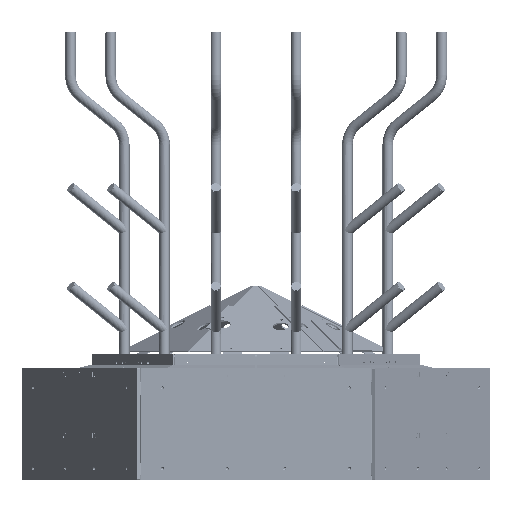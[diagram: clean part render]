
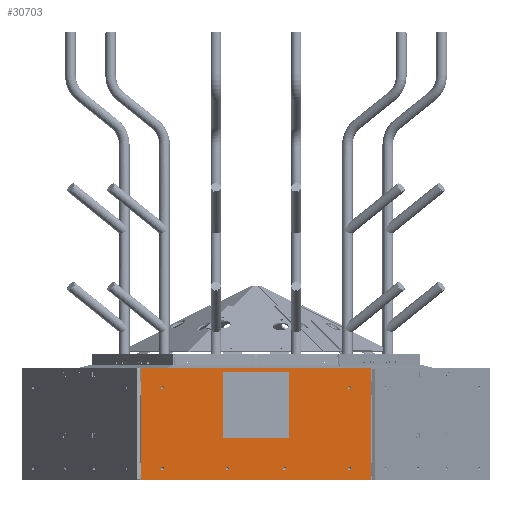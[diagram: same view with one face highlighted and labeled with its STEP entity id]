
A CAD part, left-side view. The second image highlights one B-rep face of the part: STEP entity #30703.
In plain terms, the highlighted face is planar.
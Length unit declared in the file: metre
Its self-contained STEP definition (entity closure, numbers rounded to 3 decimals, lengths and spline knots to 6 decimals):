
#2853=CIRCLE('',#35222,0.006439);
#2854=CIRCLE('',#35223,0.006439);
#2855=CIRCLE('',#35224,0.006439);
#2856=CIRCLE('',#35225,0.006439);
#2857=CIRCLE('',#35226,0.006439);
#2858=CIRCLE('',#35227,0.006439);
#2859=CIRCLE('',#35228,0.003175);
#2860=CIRCLE('',#35229,0.003175);
#2861=CIRCLE('',#35230,0.003175);
#2862=CIRCLE('',#35231,0.003175);
#2863=CIRCLE('',#35232,0.003175);
#2864=CIRCLE('',#35233,0.003175);
#2865=CIRCLE('',#35234,0.003175);
#2866=CIRCLE('',#35235,0.003175);
#6221=ORIENTED_EDGE('',*,*,#13090,.F.);
#6222=ORIENTED_EDGE('',*,*,#13091,.F.);
#6223=ORIENTED_EDGE('',*,*,#13092,.F.);
#6224=ORIENTED_EDGE('',*,*,#13093,.F.);
#6225=ORIENTED_EDGE('',*,*,#13094,.F.);
#6226=ORIENTED_EDGE('',*,*,#13095,.F.);
#6227=ORIENTED_EDGE('',*,*,#13096,.F.);
#6228=ORIENTED_EDGE('',*,*,#13097,.T.);
#6229=ORIENTED_EDGE('',*,*,#13098,.F.);
#6230=ORIENTED_EDGE('',*,*,#13099,.T.);
#6231=ORIENTED_EDGE('',*,*,#13100,.F.);
#6232=ORIENTED_EDGE('',*,*,#13101,.T.);
#6233=ORIENTED_EDGE('',*,*,#13102,.F.);
#6234=ORIENTED_EDGE('',*,*,#13103,.T.);
#6235=ORIENTED_EDGE('',*,*,#13104,.T.);
#6236=ORIENTED_EDGE('',*,*,#13105,.T.);
#6237=ORIENTED_EDGE('',*,*,#13106,.T.);
#6238=ORIENTED_EDGE('',*,*,#13107,.T.);
#6239=ORIENTED_EDGE('',*,*,#13108,.T.);
#6240=ORIENTED_EDGE('',*,*,#13109,.T.);
#6241=ORIENTED_EDGE('',*,*,#13110,.T.);
#6242=ORIENTED_EDGE('',*,*,#13111,.T.);
#13090=EDGE_CURVE('',#16807,#16807,#2853,.T.);
#13091=EDGE_CURVE('',#16808,#16808,#2854,.T.);
#13092=EDGE_CURVE('',#16809,#16809,#2855,.T.);
#13093=EDGE_CURVE('',#16810,#16810,#2856,.T.);
#13094=EDGE_CURVE('',#16811,#16811,#2857,.T.);
#13095=EDGE_CURVE('',#16812,#16812,#2858,.T.);
#13096=EDGE_CURVE('',#16813,#16814,#19361,.T.);
#13097=EDGE_CURVE('',#16813,#16815,#2859,.T.);
#13098=EDGE_CURVE('',#16816,#16815,#19362,.T.);
#13099=EDGE_CURVE('',#16816,#16817,#2860,.T.);
#13100=EDGE_CURVE('',#16818,#16817,#19363,.T.);
#13101=EDGE_CURVE('',#16818,#16819,#2861,.T.);
#13102=EDGE_CURVE('',#16820,#16819,#19364,.T.);
#13103=EDGE_CURVE('',#16820,#16814,#2862,.T.);
#13104=EDGE_CURVE('',#16821,#16822,#19365,.T.);
#13105=EDGE_CURVE('',#16822,#16823,#2863,.F.);
#13106=EDGE_CURVE('',#16823,#16824,#19366,.T.);
#13107=EDGE_CURVE('',#16824,#16825,#2864,.F.);
#13108=EDGE_CURVE('',#16825,#16826,#19367,.T.);
#13109=EDGE_CURVE('',#16826,#16827,#2865,.F.);
#13110=EDGE_CURVE('',#16827,#16828,#19368,.T.);
#13111=EDGE_CURVE('',#16828,#16821,#2866,.F.);
#16807=VERTEX_POINT('',#49503);
#16808=VERTEX_POINT('',#49505);
#16809=VERTEX_POINT('',#49507);
#16810=VERTEX_POINT('',#49509);
#16811=VERTEX_POINT('',#49511);
#16812=VERTEX_POINT('',#49513);
#16813=VERTEX_POINT('',#49515);
#16814=VERTEX_POINT('',#49516);
#16815=VERTEX_POINT('',#49518);
#16816=VERTEX_POINT('',#49520);
#16817=VERTEX_POINT('',#49522);
#16818=VERTEX_POINT('',#49524);
#16819=VERTEX_POINT('',#49526);
#16820=VERTEX_POINT('',#49528);
#16821=VERTEX_POINT('',#49531);
#16822=VERTEX_POINT('',#49532);
#16823=VERTEX_POINT('',#49534);
#16824=VERTEX_POINT('',#49536);
#16825=VERTEX_POINT('',#49538);
#16826=VERTEX_POINT('',#49540);
#16827=VERTEX_POINT('',#49542);
#16828=VERTEX_POINT('',#49544);
#19361=LINE('',#49514,#21932);
#19362=LINE('',#49519,#21933);
#19363=LINE('',#49523,#21934);
#19364=LINE('',#49527,#21935);
#19365=LINE('',#49530,#21936);
#19366=LINE('',#49535,#21937);
#19367=LINE('',#49539,#21938);
#19368=LINE('',#49543,#21939);
#21932=VECTOR('',#40321,1.);
#21933=VECTOR('',#40324,1.);
#21934=VECTOR('',#40327,1.);
#21935=VECTOR('',#40330,1.);
#21936=VECTOR('',#40333,1.);
#21937=VECTOR('',#40336,1.);
#21938=VECTOR('',#40339,1.);
#21939=VECTOR('',#40342,1.);
#24956=EDGE_LOOP('',(#6221));
#24957=EDGE_LOOP('',(#6222));
#24958=EDGE_LOOP('',(#6223));
#24959=EDGE_LOOP('',(#6224));
#24960=EDGE_LOOP('',(#6225));
#24961=EDGE_LOOP('',(#6226));
#24962=EDGE_LOOP('',(#6227,#6228,#6229,#6230,#6231,#6232,#6233,#6234));
#24963=EDGE_LOOP('',(#6235,#6236,#6237,#6238,#6239,#6240,#6241,#6242));
#27603=FACE_BOUND('',#24956,.T.);
#27604=FACE_BOUND('',#24957,.T.);
#27605=FACE_BOUND('',#24958,.T.);
#27606=FACE_BOUND('',#24959,.T.);
#27607=FACE_BOUND('',#24960,.T.);
#27608=FACE_BOUND('',#24961,.T.);
#27609=FACE_BOUND('',#24962,.T.);
#27610=FACE_BOUND('',#24963,.T.);
#29397=PLANE('',#35221);
#30703=ADVANCED_FACE('',(#27603,#27604,#27605,#27606,#27607,#27608,#27609,
#27610),#29397,.F.);
#35221=AXIS2_PLACEMENT_3D('',#49501,#40307,#40308);
#35222=AXIS2_PLACEMENT_3D('',#49502,#40309,#40310);
#35223=AXIS2_PLACEMENT_3D('',#49504,#40311,#40312);
#35224=AXIS2_PLACEMENT_3D('',#49506,#40313,#40314);
#35225=AXIS2_PLACEMENT_3D('',#49508,#40315,#40316);
#35226=AXIS2_PLACEMENT_3D('',#49510,#40317,#40318);
#35227=AXIS2_PLACEMENT_3D('',#49512,#40319,#40320);
#35228=AXIS2_PLACEMENT_3D('',#49517,#40322,#40323);
#35229=AXIS2_PLACEMENT_3D('',#49521,#40325,#40326);
#35230=AXIS2_PLACEMENT_3D('',#49525,#40328,#40329);
#35231=AXIS2_PLACEMENT_3D('',#49529,#40331,#40332);
#35232=AXIS2_PLACEMENT_3D('',#49533,#40334,#40335);
#35233=AXIS2_PLACEMENT_3D('',#49537,#40337,#40338);
#35234=AXIS2_PLACEMENT_3D('',#49541,#40340,#40341);
#35235=AXIS2_PLACEMENT_3D('',#49545,#40343,#40344);
#40307=DIRECTION('',(-1.,0.,0.));
#40308=DIRECTION('',(0.,-1.,0.));
#40309=DIRECTION('',(1.,0.,0.));
#40310=DIRECTION('',(0.,1.,0.));
#40311=DIRECTION('',(1.,0.,0.));
#40312=DIRECTION('',(0.,1.,0.));
#40313=DIRECTION('',(1.,0.,0.));
#40314=DIRECTION('',(0.,1.,0.));
#40315=DIRECTION('',(1.,0.,0.));
#40316=DIRECTION('',(0.,1.,0.));
#40317=DIRECTION('',(1.,0.,0.));
#40318=DIRECTION('',(0.,1.,0.));
#40319=DIRECTION('',(1.,0.,0.));
#40320=DIRECTION('',(0.,1.,0.));
#40321=DIRECTION('',(0.,1.,0.));
#40322=DIRECTION('',(-1.,0.,0.));
#40323=DIRECTION('',(0.,-1.,0.));
#40324=DIRECTION('',(0.,0.,-1.));
#40325=DIRECTION('',(-1.,0.,0.));
#40326=DIRECTION('',(0.,-1.,0.));
#40327=DIRECTION('',(0.,-1.,0.));
#40328=DIRECTION('',(-1.,0.,0.));
#40329=DIRECTION('',(0.,-1.,0.));
#40330=DIRECTION('',(0.,0.,1.));
#40331=DIRECTION('',(-1.,0.,0.));
#40332=DIRECTION('',(0.,-1.,0.));
#40333=DIRECTION('',(0.,0.,1.));
#40334=DIRECTION('',(-1.,0.,0.));
#40335=DIRECTION('',(0.,-1.,0.));
#40336=DIRECTION('',(0.,-1.,0.));
#40337=DIRECTION('',(-1.,0.,0.));
#40338=DIRECTION('',(0.,-1.,0.));
#40339=DIRECTION('',(0.,0.,-1.));
#40340=DIRECTION('',(-1.,0.,0.));
#40341=DIRECTION('',(0.,-1.,0.));
#40342=DIRECTION('',(0.,1.,0.));
#40343=DIRECTION('',(-1.,0.,0.));
#40344=DIRECTION('',(0.,-1.,0.));
#49501=CARTESIAN_POINT('',(0.0127,0.,0.));
#49502=CARTESIAN_POINT('',(0.0127,0.0889,0.37465));
#49503=CARTESIAN_POINT('',(0.0127,0.095339,0.37465));
#49504=CARTESIAN_POINT('',(0.0127,0.851982,0.37465));
#49505=CARTESIAN_POINT('',(0.0127,0.858421,0.37465));
#49506=CARTESIAN_POINT('',(0.0127,0.0889,0.04445));
#49507=CARTESIAN_POINT('',(0.0127,0.095339,0.04445));
#49508=CARTESIAN_POINT('',(0.0127,0.352966,0.04445));
#49509=CARTESIAN_POINT('',(0.0127,0.359405,0.04445));
#49510=CARTESIAN_POINT('',(0.0127,0.587916,0.04445));
#49511=CARTESIAN_POINT('',(0.0127,0.594355,0.04445));
#49512=CARTESIAN_POINT('',(0.0127,0.851982,0.04445));
#49513=CARTESIAN_POINT('',(0.0127,0.858421,0.04445));
#49514=CARTESIAN_POINT('',(0.0127,0.335504,0.169863));
#49515=CARTESIAN_POINT('',(0.0127,0.338679,0.169863));
#49516=CARTESIAN_POINT('',(0.0127,0.602204,0.169863));
#49517=CARTESIAN_POINT('',(0.0127,0.338679,0.173038));
#49518=CARTESIAN_POINT('',(0.0127,0.335504,0.173038));
#49519=CARTESIAN_POINT('',(0.0127,0.335504,0.439738));
#49520=CARTESIAN_POINT('',(0.0127,0.335504,0.436563));
#49521=CARTESIAN_POINT('',(0.0127,0.338679,0.436563));
#49522=CARTESIAN_POINT('',(0.0127,0.338679,0.439738));
#49523=CARTESIAN_POINT('',(0.0127,0.335504,0.439738));
#49524=CARTESIAN_POINT('',(0.0127,0.602204,0.439738));
#49525=CARTESIAN_POINT('',(0.0127,0.602204,0.436563));
#49526=CARTESIAN_POINT('',(0.0127,0.605379,0.436563));
#49527=CARTESIAN_POINT('',(0.0127,0.605379,0.439738));
#49528=CARTESIAN_POINT('',(0.0127,0.605379,0.173038));
#49529=CARTESIAN_POINT('',(0.0127,0.602204,0.173038));
#49530=CARTESIAN_POINT('',(0.0127,0.940882,0.));
#49531=CARTESIAN_POINT('',(0.0127,0.940882,0.003175));
#49532=CARTESIAN_POINT('',(0.0127,0.940882,0.45085));
#49533=CARTESIAN_POINT('',(0.0127,0.937707,0.45085));
#49534=CARTESIAN_POINT('',(0.0127,0.937707,0.454025));
#49535=CARTESIAN_POINT('',(0.0127,0.,0.454025));
#49536=CARTESIAN_POINT('',(0.0127,0.003175,0.454025));
#49537=CARTESIAN_POINT('',(0.0127,0.003175,0.45085));
#49538=CARTESIAN_POINT('',(0.0127,0.,0.45085));
#49539=CARTESIAN_POINT('',(0.0127,0.,0.));
#49540=CARTESIAN_POINT('',(0.0127,0.,0.003175));
#49541=CARTESIAN_POINT('',(0.0127,0.003175,0.003175));
#49542=CARTESIAN_POINT('',(0.0127,0.003175,0.));
#49543=CARTESIAN_POINT('',(0.0127,0.,0.));
#49544=CARTESIAN_POINT('',(0.0127,0.937707,0.));
#49545=CARTESIAN_POINT('',(0.0127,0.937707,0.003175));
